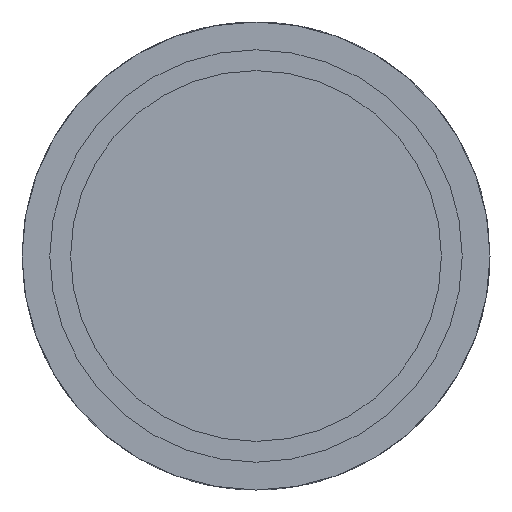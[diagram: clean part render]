
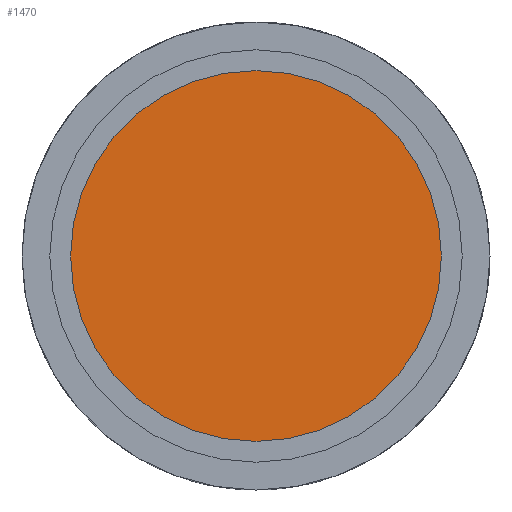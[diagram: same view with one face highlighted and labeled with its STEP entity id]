
A CAD part, left-side view. The second image highlights one B-rep face of the part: STEP entity #1470.
In plain terms, the highlighted planar face has unit normal (-1, 0, 0).
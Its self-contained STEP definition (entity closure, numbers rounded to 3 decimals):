
#33 = CARTESIAN_POINT ( 'NONE',  ( -19., 0., 0. ) ) ;
#48 = EDGE_LOOP ( 'NONE', ( #1677, #997 ) ) ;
#127 = CARTESIAN_POINT ( 'NONE',  ( -19., 0., 0. ) ) ;
#129 = CIRCLE ( 'NONE', #446, 13.35 ) ;
#143 = DIRECTION ( 'NONE',  ( -1., 0., 0. ) ) ;
#337 = DIRECTION ( 'NONE',  ( -1., 0., 0. ) ) ;
#364 = DIRECTION ( 'NONE',  ( -1., 0., 0. ) ) ;
#446 = AXIS2_PLACEMENT_3D ( 'NONE', #33, #143, #1190 ) ;
#510 = CARTESIAN_POINT ( 'NONE',  ( -19., -13.35, 0. ) ) ;
#553 = EDGE_CURVE ( 'NONE', #685, #965, #1209, .T. ) ;
#558 = CARTESIAN_POINT ( 'NONE',  ( -19., 0., 0. ) ) ;
#669 = FACE_OUTER_BOUND ( 'NONE', #48, .T. ) ;
#685 = VERTEX_POINT ( 'NONE', #510 ) ;
#692 = EDGE_CURVE ( 'NONE', #965, #685, #129, .T. ) ;
#965 = VERTEX_POINT ( 'NONE', #1662 ) ;
#997 = ORIENTED_EDGE ( 'NONE', *, *, #692, .T. ) ;
#1190 = DIRECTION ( 'NONE',  ( 0., -1., 0. ) ) ;
#1192 = PLANE ( 'NONE',  #1353 ) ;
#1209 = CIRCLE ( 'NONE', #1486, 13.35 ) ;
#1284 = DIRECTION ( 'NONE',  ( 0., -1., 0. ) ) ;
#1353 = AXIS2_PLACEMENT_3D ( 'NONE', #558, #337, #1498 ) ;
#1470 = ADVANCED_FACE ( 'NONE', ( #669 ), #1192, .T. ) ;
#1486 = AXIS2_PLACEMENT_3D ( 'NONE', #127, #364, #1284 ) ;
#1498 = DIRECTION ( 'NONE',  ( 0., -1., 0. ) ) ;
#1662 = CARTESIAN_POINT ( 'NONE',  ( -19., 13.35, 0. ) ) ;
#1677 = ORIENTED_EDGE ( 'NONE', *, *, #553, .T. ) ;
